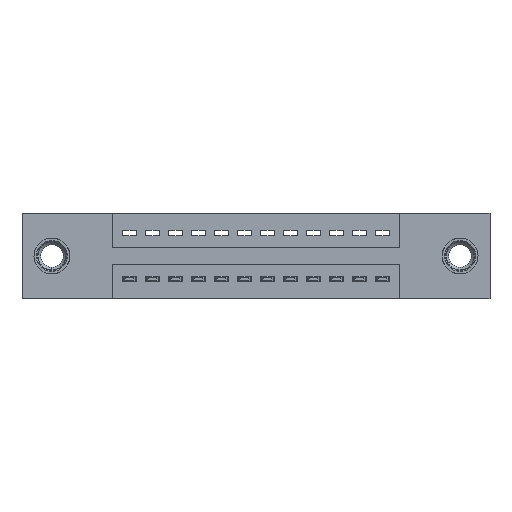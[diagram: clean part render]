
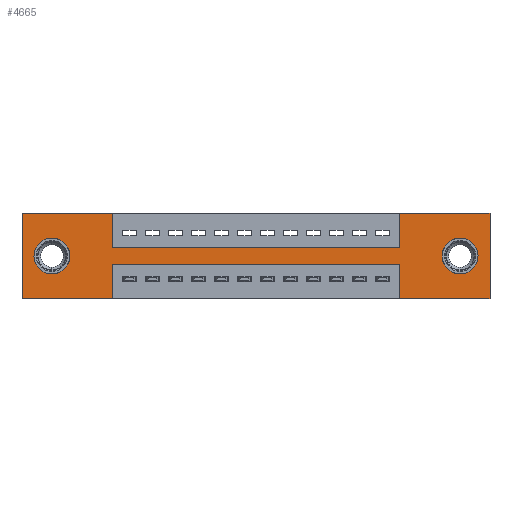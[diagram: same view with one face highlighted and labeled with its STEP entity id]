
A CAD part, front view. The second image highlights one B-rep face of the part: STEP entity #4665.
In plain terms, the highlighted planar face has unit normal (0, -1, 0).
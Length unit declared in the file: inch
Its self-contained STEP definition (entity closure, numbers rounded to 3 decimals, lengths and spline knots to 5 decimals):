
#139 = VERTEX_POINT ( 'NONE', #11906 ) ;
#177 = AXIS2_PLACEMENT_3D ( 'NONE', #5140, #9300, #12707 ) ;
#333 = LINE ( 'NONE', #8374, #4541 ) ;
#370 = ORIENTED_EDGE ( 'NONE', *, *, #11599, .F. ) ;
#383 = VERTEX_POINT ( 'NONE', #10347 ) ;
#480 = VECTOR ( 'NONE', #6558, 39.37008 ) ;
#565 = LINE ( 'NONE', #8579, #7644 ) ;
#736 = DIRECTION ( 'NONE',  ( 0., 0., 1. ) ) ;
#864 = DIRECTION ( 'NONE',  ( 0., -1., 0. ) ) ;
#1053 = ORIENTED_EDGE ( 'NONE', *, *, #6648, .T. ) ;
#1087 = VECTOR ( 'NONE', #5125, 39.37008 ) ;
#1153 = AXIS2_PLACEMENT_3D ( 'NONE', #6303, #9816, #2335 ) ;
#1243 = CARTESIAN_POINT ( 'NONE',  ( 1.6425, 0., 0. ) ) ;
#1254 = VERTEX_POINT ( 'NONE', #3855 ) ;
#1295 = FACE_BOUND ( 'NONE', #1385, .T. ) ;
#1349 = VERTEX_POINT ( 'NONE', #4259 ) ;
#1385 = EDGE_LOOP ( 'NONE', ( #1053, #2206 ) ) ;
#1412 = ORIENTED_EDGE ( 'NONE', *, *, #3888, .F. ) ;
#1596 = AXIS2_PLACEMENT_3D ( 'NONE', #5016, #12628, #736 ) ;
#1779 = EDGE_CURVE ( 'NONE', #3327, #2047, #6302, .T. ) ;
#1839 = CIRCLE ( 'NONE', #1153, 0.078 ) ;
#2047 = VERTEX_POINT ( 'NONE', #11094 ) ;
#2163 = CARTESIAN_POINT ( 'NONE',  ( 1.6425, 0., 0. ) ) ;
#2206 = ORIENTED_EDGE ( 'NONE', *, *, #9139, .T. ) ;
#2335 = DIRECTION ( 'NONE',  ( 0., 0., 1. ) ) ;
#2361 = LINE ( 'NONE', #8373, #13589 ) ;
#2582 = ORIENTED_EDGE ( 'NONE', *, *, #1779, .F. ) ;
#2619 = CARTESIAN_POINT ( 'NONE',  ( 1.6425, 0., -0.37 ) ) ;
#2664 = AXIS2_PLACEMENT_3D ( 'NONE', #6027, #7059, #13576 ) ;
#2763 = VERTEX_POINT ( 'NONE', #5785 ) ;
#2795 = DIRECTION ( 'NONE',  ( -1., 0., 0. ) ) ;
#3008 = LINE ( 'NONE', #11466, #7383 ) ;
#3017 = VECTOR ( 'NONE', #9167, 39.37008 ) ;
#3042 = VECTOR ( 'NONE', #11398, 39.37008 ) ;
#3263 = VERTEX_POINT ( 'NONE', #14092 ) ;
#3327 = VERTEX_POINT ( 'NONE', #2619 ) ;
#3353 = DIRECTION ( 'NONE',  ( 0., 0., 1. ) ) ;
#3386 = CIRCLE ( 'NONE', #2664, 0.078 ) ;
#3547 = VERTEX_POINT ( 'NONE', #7684 ) ;
#3693 = EDGE_CURVE ( 'NONE', #1349, #8709, #10977, .T. ) ;
#3718 = DIRECTION ( 'NONE',  ( 0., 0., -1. ) ) ;
#3855 = CARTESIAN_POINT ( 'NONE',  ( 2.035, 0., 0. ) ) ;
#3888 = EDGE_CURVE ( 'NONE', #8709, #4048, #9624, .T. ) ;
#4045 = EDGE_CURVE ( 'NONE', #1254, #383, #3008, .T. ) ;
#4048 = VERTEX_POINT ( 'NONE', #12523 ) ;
#4075 = DIRECTION ( 'NONE',  ( -1., 0., 0. ) ) ;
#4146 = PLANE ( 'NONE',  #10283 ) ;
#4259 = CARTESIAN_POINT ( 'NONE',  ( 0.3925, 0., 0. ) ) ;
#4499 = VECTOR ( 'NONE', #5317, 39.37008 ) ;
#4541 = VECTOR ( 'NONE', #8231, 39.37008 ) ;
#4665 = ADVANCED_FACE ( 'NONE', ( #11818, #1295, #6003 ), #4146, .T. ) ;
#4729 = VERTEX_POINT ( 'NONE', #7629 ) ;
#4756 = EDGE_CURVE ( 'NONE', #4048, #12116, #7179, .T. ) ;
#5016 = CARTESIAN_POINT ( 'NONE',  ( 0.13, 0., -0.185 ) ) ;
#5088 = DIRECTION ( 'NONE',  ( 0., 0., -1. ) ) ;
#5123 = CARTESIAN_POINT ( 'NONE',  ( 1.6425, 0., -0.37 ) ) ;
#5125 = DIRECTION ( 'NONE',  ( 1., 0., 0. ) ) ;
#5140 = CARTESIAN_POINT ( 'NONE',  ( 1.905, 0., -0.185 ) ) ;
#5317 = DIRECTION ( 'NONE',  ( 0., 0., 1. ) ) ;
#5785 = CARTESIAN_POINT ( 'NONE',  ( 0., 0., 0. ) ) ;
#6003 = FACE_OUTER_BOUND ( 'NONE', #8980, .T. ) ;
#6027 = CARTESIAN_POINT ( 'NONE',  ( 1.905, 0., -0.185 ) ) ;
#6258 = LINE ( 'NONE', #7210, #7088 ) ;
#6302 = LINE ( 'NONE', #5123, #13646 ) ;
#6303 = CARTESIAN_POINT ( 'NONE',  ( 0.13, 0., -0.185 ) ) ;
#6487 = ORIENTED_EDGE ( 'NONE', *, *, #9793, .F. ) ;
#6558 = DIRECTION ( 'NONE',  ( 1., 0., 0. ) ) ;
#6648 = EDGE_CURVE ( 'NONE', #3547, #3263, #9719, .T. ) ;
#7005 = CARTESIAN_POINT ( 'NONE',  ( 0.3925, 0., 0. ) ) ;
#7059 = DIRECTION ( 'NONE',  ( 0., 1., 0. ) ) ;
#7088 = VECTOR ( 'NONE', #2795, 39.37008 ) ;
#7179 = LINE ( 'NONE', #2163, #4499 ) ;
#7210 = CARTESIAN_POINT ( 'NONE',  ( 0., 0., -0.37 ) ) ;
#7383 = VECTOR ( 'NONE', #3718, 39.37008 ) ;
#7482 = LINE ( 'NONE', #9484, #1087 ) ;
#7619 = ORIENTED_EDGE ( 'NONE', *, *, #11877, .F. ) ;
#7629 = CARTESIAN_POINT ( 'NONE',  ( 0., 0., -0.37 ) ) ;
#7644 = VECTOR ( 'NONE', #11927, 39.37008 ) ;
#7684 = CARTESIAN_POINT ( 'NONE',  ( 0.13, 0., -0.107 ) ) ;
#7808 = ORIENTED_EDGE ( 'NONE', *, *, #9049, .F. ) ;
#7920 = LINE ( 'NONE', #13448, #11169 ) ;
#8231 = DIRECTION ( 'NONE',  ( 0., 0., 1. ) ) ;
#8373 = CARTESIAN_POINT ( 'NONE',  ( 0.3925, 0., -0.22 ) ) ;
#8374 = CARTESIAN_POINT ( 'NONE',  ( 0., 0., 0. ) ) ;
#8579 = CARTESIAN_POINT ( 'NONE',  ( 0., 0., 0. ) ) ;
#8582 = EDGE_CURVE ( 'NONE', #2047, #11019, #2361, .T. ) ;
#8662 = EDGE_CURVE ( 'NONE', #11838, #11092, #3386, .T. ) ;
#8709 = VERTEX_POINT ( 'NONE', #10551 ) ;
#8908 = ORIENTED_EDGE ( 'NONE', *, *, #3693, .F. ) ;
#8957 = CARTESIAN_POINT ( 'NONE',  ( 0.3925, 0., -0.22 ) ) ;
#8980 = EDGE_LOOP ( 'NONE', ( #7808, #12605, #2582, #370, #9716, #6487, #13933, #1412, #8908, #11327, #7619, #10506 ) ) ;
#9049 = EDGE_CURVE ( 'NONE', #11019, #139, #11184, .T. ) ;
#9139 = EDGE_CURVE ( 'NONE', #3263, #3547, #1839, .T. ) ;
#9167 = DIRECTION ( 'NONE',  ( 0., 0., -1. ) ) ;
#9300 = DIRECTION ( 'NONE',  ( 0., 1., 0. ) ) ;
#9484 = CARTESIAN_POINT ( 'NONE',  ( 0., 0., 0. ) ) ;
#9559 = EDGE_CURVE ( 'NONE', #2763, #1349, #7482, .T. ) ;
#9624 = LINE ( 'NONE', #12009, #480 ) ;
#9716 = ORIENTED_EDGE ( 'NONE', *, *, #4045, .F. ) ;
#9719 = CIRCLE ( 'NONE', #1596, 0.078 ) ;
#9793 = EDGE_CURVE ( 'NONE', #12116, #1254, #565, .T. ) ;
#9816 = DIRECTION ( 'NONE',  ( 0., 1., 0. ) ) ;
#10254 = CARTESIAN_POINT ( 'NONE',  ( 1.905, 0., -0.263 ) ) ;
#10283 = AXIS2_PLACEMENT_3D ( 'NONE', #11749, #864, #5088 ) ;
#10347 = CARTESIAN_POINT ( 'NONE',  ( 2.035, 0., -0.37 ) ) ;
#10506 = ORIENTED_EDGE ( 'NONE', *, *, #10672, .F. ) ;
#10551 = CARTESIAN_POINT ( 'NONE',  ( 0.3925, 0., -0.15 ) ) ;
#10672 = EDGE_CURVE ( 'NONE', #139, #4729, #6258, .T. ) ;
#10977 = LINE ( 'NONE', #7005, #3017 ) ;
#11019 = VERTEX_POINT ( 'NONE', #8957 ) ;
#11092 = VERTEX_POINT ( 'NONE', #10254 ) ;
#11094 = CARTESIAN_POINT ( 'NONE',  ( 1.6425, 0., -0.22 ) ) ;
#11154 = EDGE_CURVE ( 'NONE', #11092, #11838, #13421, .T. ) ;
#11169 = VECTOR ( 'NONE', #12343, 39.37008 ) ;
#11184 = LINE ( 'NONE', #12464, #3042 ) ;
#11327 = ORIENTED_EDGE ( 'NONE', *, *, #9559, .F. ) ;
#11398 = DIRECTION ( 'NONE',  ( 0., 0., -1. ) ) ;
#11466 = CARTESIAN_POINT ( 'NONE',  ( 2.035, 0., 0. ) ) ;
#11599 = EDGE_CURVE ( 'NONE', #383, #3327, #7920, .T. ) ;
#11749 = CARTESIAN_POINT ( 'NONE',  ( 0., 0., -0.37 ) ) ;
#11777 = ORIENTED_EDGE ( 'NONE', *, *, #8662, .T. ) ;
#11818 = FACE_BOUND ( 'NONE', #13393, .T. ) ;
#11838 = VERTEX_POINT ( 'NONE', #13951 ) ;
#11877 = EDGE_CURVE ( 'NONE', #4729, #2763, #333, .T. ) ;
#11906 = CARTESIAN_POINT ( 'NONE',  ( 0.3925, 0., -0.37 ) ) ;
#11927 = DIRECTION ( 'NONE',  ( 1., 0., 0. ) ) ;
#12009 = CARTESIAN_POINT ( 'NONE',  ( 0.3925, 0., -0.15 ) ) ;
#12116 = VERTEX_POINT ( 'NONE', #1243 ) ;
#12343 = DIRECTION ( 'NONE',  ( -1., 0., 0. ) ) ;
#12464 = CARTESIAN_POINT ( 'NONE',  ( 0.3925, 0., -0.37 ) ) ;
#12523 = CARTESIAN_POINT ( 'NONE',  ( 1.6425, 0., -0.15 ) ) ;
#12605 = ORIENTED_EDGE ( 'NONE', *, *, #8582, .F. ) ;
#12628 = DIRECTION ( 'NONE',  ( 0., 1., 0. ) ) ;
#12707 = DIRECTION ( 'NONE',  ( 0., 0., -1. ) ) ;
#13393 = EDGE_LOOP ( 'NONE', ( #11777, #13916 ) ) ;
#13421 = CIRCLE ( 'NONE', #177, 0.078 ) ;
#13448 = CARTESIAN_POINT ( 'NONE',  ( 0., 0., -0.37 ) ) ;
#13576 = DIRECTION ( 'NONE',  ( 0., 0., -1. ) ) ;
#13589 = VECTOR ( 'NONE', #4075, 39.37008 ) ;
#13646 = VECTOR ( 'NONE', #3353, 39.37008 ) ;
#13916 = ORIENTED_EDGE ( 'NONE', *, *, #11154, .T. ) ;
#13933 = ORIENTED_EDGE ( 'NONE', *, *, #4756, .F. ) ;
#13951 = CARTESIAN_POINT ( 'NONE',  ( 1.905, 0., -0.107 ) ) ;
#14092 = CARTESIAN_POINT ( 'NONE',  ( 0.13, 0., -0.263 ) ) ;
